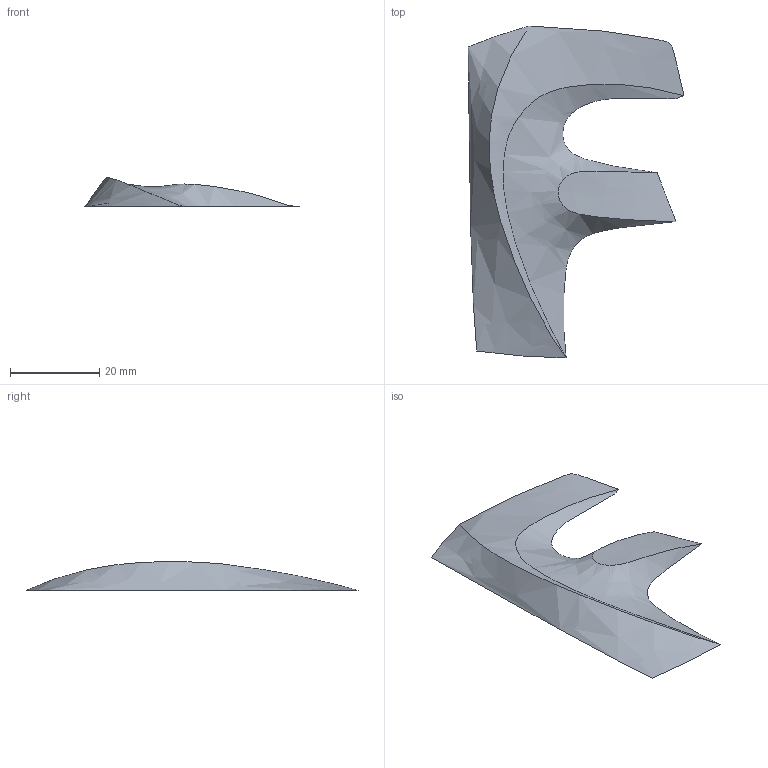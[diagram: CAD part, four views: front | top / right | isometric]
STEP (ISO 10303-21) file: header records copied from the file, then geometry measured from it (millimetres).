
FILE_DESCRIPTION(/* description */ (''),/* implementation_level */ '2;1');
FILE_NAME(/* name */ 'Part1.stp',/* time_stamp */ '2021-02-26T09:32:58+04:00',/* author */ ('a.aghajanyan'),/* organization */ (''),/* preprocessor_version */ 'ST-DEVELOPER v18.1',/* originating_system */ 'Autodesk Inventor 2020',/* authorisation */ '');
FILE_SCHEMA (('AUTOMOTIVE_DESIGN { 1 0 10303 214 3 1 1 }'));
Length unit declared in the file: millimetre
Products named in the file (1): Part1
Bounding box: 48.5 x 74.57 x 6.48 mm (x, y, z)
Volume: 5231.6 mm3; surface area: 4784.5 mm2
Topology: 1 solids, 1 shells, 5 faces, 12 edges, 9 vertices
Faces by surface type: bspline 4, plane 1
Entity records: 16621 total; most frequent: CARTESIAN_POINT 16484, ORIENTED_EDGE 24, B_SPLINE_CURVE_WITH_KNOTS 12, EDGE_CURVE 12, VERTEX_POINT 9, FACE_OUTER_BOUND 5, EDGE_LOOP 5, ADVANCED_FACE 5
